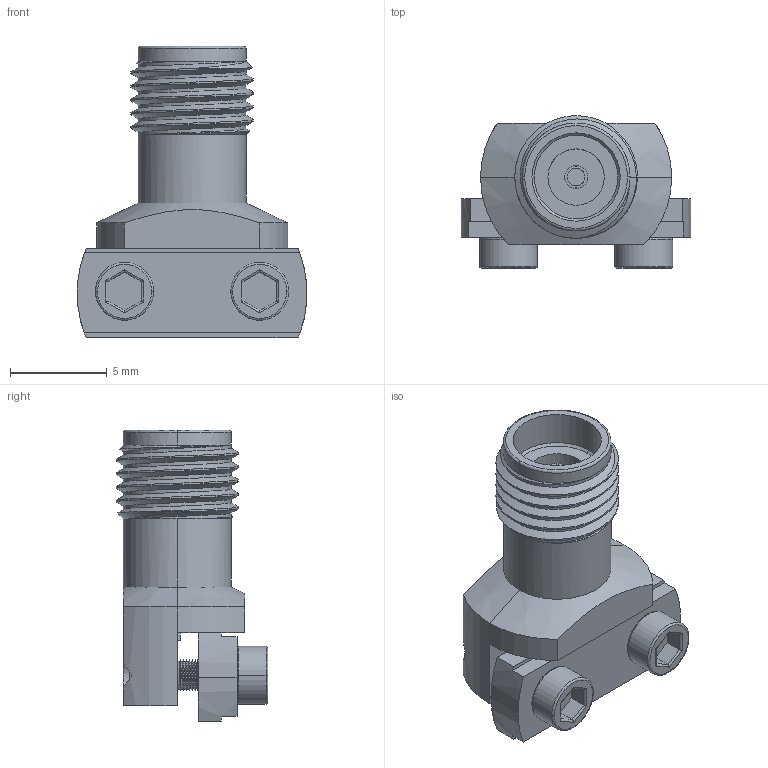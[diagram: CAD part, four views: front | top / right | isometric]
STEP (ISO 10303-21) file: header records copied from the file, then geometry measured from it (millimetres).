
FILE_DESCRIPTION (( 'STEP AP203' ), '1' );
FILE_NAME ('PE45468.step', '2018-06-26T17:50:21', ( '' ), ( '' ), 'SwSTEP 2.0', 'SolidWorks 2017', '' );
FILE_SCHEMA (( 'CONFIG_CONTROL_DESIGN' ));
Length unit declared in the file: inch
Products named in the file (4): PE45468; PE45468^PE45468; Copy of PE45462 FMCN1487-MA2^PE45468; Copy of M1.6脝.035^PE45468
Assembly tree (4 placements, depth 2):
  PE45468
    PE45468^PE45468
    Copy of PE45462 FMCN1487-MA2^PE45468
    Copy of M1.6脝.035^PE45468  x2
Bounding box: 11.89 x 7.86 x 15.09 mm (x, y, z)
Volume: 442.2 mm3; surface area: 909.5 mm2
Topology: 4 solids, 5 shells, 438 faces, 998 edges, 576 vertices
Faces by surface type: cone 308, cylinder 64, plane 53, bspline 11, torus 2
Entity records: 9168 total; most frequent: CARTESIAN_POINT 2575, DIRECTION 1393, ORIENTED_EDGE 1244, EDGE_CURVE 622, AXIS2_PLACEMENT_3D 555, VERTEX_POINT 368, CIRCLE 287, VECTOR 283
